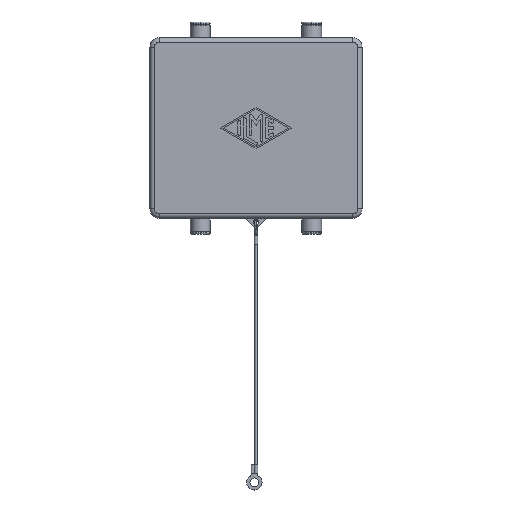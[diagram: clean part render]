
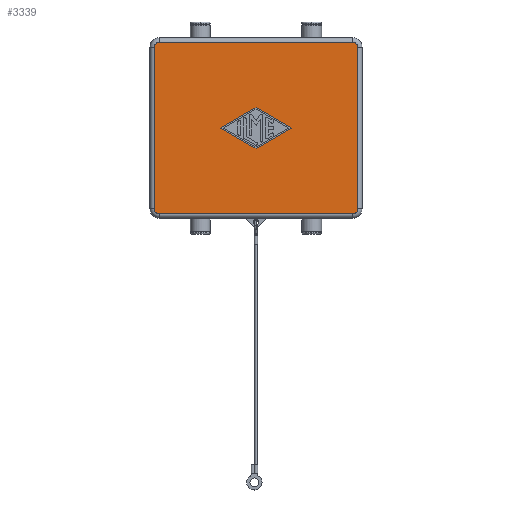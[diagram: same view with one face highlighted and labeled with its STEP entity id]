
A CAD part, top view. The second image highlights one B-rep face of the part: STEP entity #3339.
In plain terms, the highlighted planar face has unit normal (0, 0, 1).
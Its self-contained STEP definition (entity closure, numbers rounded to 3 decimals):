
#670=CARTESIAN_POINT('',(46.5,36.95,12.));
#671=VERTEX_POINT('',#670);
#679=CARTESIAN_POINT('',(46.5,-36.95,12.));
#680=VERTEX_POINT('',#679);
#681=CARTESIAN_POINT('',(46.5,36.95,12.));
#682=DIRECTION('',(0.0,-1.0,0.0));
#683=VECTOR('',#682,73.9);
#684=LINE('',#681,#683);
#685=EDGE_CURVE('',#671,#680,#684,.T.);
#754=CARTESIAN_POINT('',(44.2,-39.25,12.));
#755=VERTEX_POINT('',#754);
#763=CARTESIAN_POINT('',(-44.2,-39.25,12.));
#764=VERTEX_POINT('',#763);
#765=CARTESIAN_POINT('',(44.2,-39.25,12.));
#766=DIRECTION('',(-1.0,0.0,0.0));
#767=VECTOR('',#766,88.4);
#768=LINE('',#765,#767);
#769=EDGE_CURVE('',#755,#764,#768,.T.);
#838=CARTESIAN_POINT('',(-46.5,-36.95,12.));
#839=VERTEX_POINT('',#838);
#847=CARTESIAN_POINT('',(-46.5,36.95,12.));
#848=VERTEX_POINT('',#847);
#849=CARTESIAN_POINT('',(-46.5,-36.95,12.));
#850=DIRECTION('',(0.0,1.0,0.0));
#851=VECTOR('',#850,73.9);
#852=LINE('',#849,#851);
#853=EDGE_CURVE('',#839,#848,#852,.T.);
#880=CARTESIAN_POINT('',(-44.2,39.25,12.));
#881=VERTEX_POINT('',#880);
#889=CARTESIAN_POINT('',(44.2,39.25,12.));
#890=VERTEX_POINT('',#889);
#891=CARTESIAN_POINT('',(-44.2,39.25,12.));
#892=DIRECTION('',(1.0,0.0,0.0));
#893=VECTOR('',#892,88.4);
#894=LINE('',#891,#893);
#895=EDGE_CURVE('',#881,#890,#894,.T.);
#2529=CARTESIAN_POINT('',(-16.25,0.,12.));
#2530=VERTEX_POINT('',#2529);
#2537=CARTESIAN_POINT('',(0.,-9.375,12.));
#2538=VERTEX_POINT('',#2537);
#2539=CARTESIAN_POINT('',(0.,-9.375,12.));
#2540=DIRECTION('',(-0.866,0.5,0.0));
#2541=VECTOR('',#2540,18.76);
#2542=LINE('',#2539,#2541);
#2543=EDGE_CURVE('',#2538,#2530,#2542,.T.);
#2568=CARTESIAN_POINT('',(16.25,0.,12.));
#2569=VERTEX_POINT('',#2568);
#2570=CARTESIAN_POINT('',(16.25,0.,12.));
#2571=DIRECTION('',(-0.866,-0.5,0.0));
#2572=VECTOR('',#2571,18.76);
#2573=LINE('',#2570,#2572);
#2574=EDGE_CURVE('',#2569,#2538,#2573,.T.);
#2599=CARTESIAN_POINT('',(0.,9.375,12.));
#2600=VERTEX_POINT('',#2599);
#2601=CARTESIAN_POINT('',(0.,9.375,12.));
#2602=DIRECTION('',(0.866,-0.5,0.0));
#2603=VECTOR('',#2602,18.76);
#2604=LINE('',#2601,#2603);
#2605=EDGE_CURVE('',#2600,#2569,#2604,.T.);
#2628=CARTESIAN_POINT('',(-16.25,0.,12.));
#2629=DIRECTION('',(0.866,0.5,0.0));
#2630=VECTOR('',#2629,18.76);
#2631=LINE('',#2628,#2630);
#2632=EDGE_CURVE('',#2530,#2600,#2631,.T.);
#3294=CARTESIAN_POINT('',(0.0,0.,12.));
#3295=DIRECTION('',(0.0,0.0,1.0));
#3296=DIRECTION('',(1.0,0.0,0.0));
#3297=AXIS2_PLACEMENT_3D('',#3294,#3295,#3296);
#3298=PLANE('',#3297);
#3299=CARTESIAN_POINT('',(-44.2,36.95,12.));
#3300=DIRECTION('',(0.0,0.0,-1.));
#3301=DIRECTION('',(-0.707,0.707,0.0));
#3302=AXIS2_PLACEMENT_3D('',#3299,#3300,#3301);
#3303=CIRCLE('',#3302,2.3);
#3304=EDGE_CURVE('',#848,#881,#3303,.T.);
#3305=ORIENTED_EDGE('',*,*,#3304,.F.);
#3306=ORIENTED_EDGE('',*,*,#853,.F.);
#3307=CARTESIAN_POINT('',(-44.2,-36.95,12.));
#3308=DIRECTION('',(0.0,0.0,-1.));
#3309=DIRECTION('',(-0.707,-0.707,0.0));
#3310=AXIS2_PLACEMENT_3D('',#3307,#3308,#3309);
#3311=CIRCLE('',#3310,2.3);
#3312=EDGE_CURVE('',#764,#839,#3311,.T.);
#3313=ORIENTED_EDGE('',*,*,#3312,.F.);
#3314=ORIENTED_EDGE('',*,*,#769,.F.);
#3315=CARTESIAN_POINT('',(44.2,-36.95,12.));
#3316=DIRECTION('',(0.0,0.0,-1.));
#3317=DIRECTION('',(0.707,-0.707,0.0));
#3318=AXIS2_PLACEMENT_3D('',#3315,#3316,#3317);
#3319=CIRCLE('',#3318,2.3);
#3320=EDGE_CURVE('',#680,#755,#3319,.T.);
#3321=ORIENTED_EDGE('',*,*,#3320,.F.);
#3322=ORIENTED_EDGE('',*,*,#685,.F.);
#3323=CARTESIAN_POINT('',(44.2,36.95,12.));
#3324=DIRECTION('',(0.0,0.0,-1.));
#3325=DIRECTION('',(0.707,0.707,0.0));
#3326=AXIS2_PLACEMENT_3D('',#3323,#3324,#3325);
#3327=CIRCLE('',#3326,2.3);
#3328=EDGE_CURVE('',#890,#671,#3327,.T.);
#3329=ORIENTED_EDGE('',*,*,#3328,.F.);
#3330=ORIENTED_EDGE('',*,*,#895,.F.);
#3331=EDGE_LOOP('',(#3305,#3306,#3313,#3314,#3321,#3322,#3329,#3330));
#3332=FACE_OUTER_BOUND('',#3331,.T.);
#3333=ORIENTED_EDGE('',*,*,#2543,.T.);
#3334=ORIENTED_EDGE('',*,*,#2632,.T.);
#3335=ORIENTED_EDGE('',*,*,#2605,.T.);
#3336=ORIENTED_EDGE('',*,*,#2574,.T.);
#3337=EDGE_LOOP('',(#3333,#3334,#3335,#3336));
#3338=FACE_BOUND('',#3337,.T.);
#3339=ADVANCED_FACE('',(#3332,#3338),#3298,.T.);
